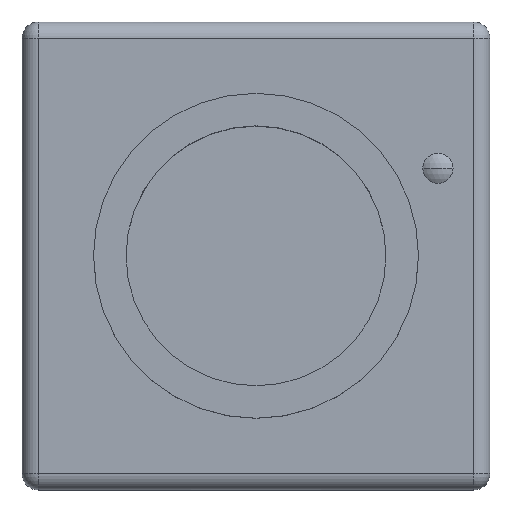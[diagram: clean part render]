
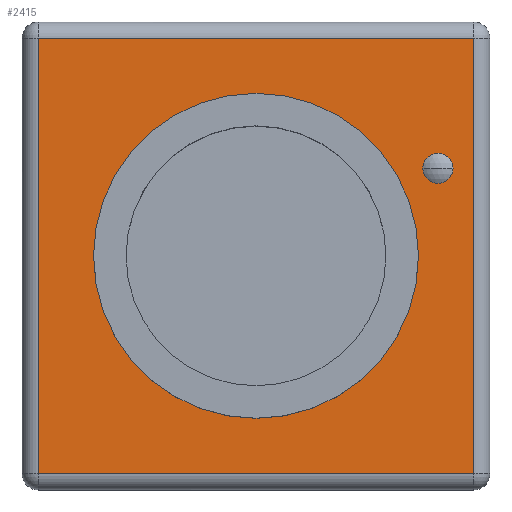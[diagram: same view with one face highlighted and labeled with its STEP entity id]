
A CAD part, top view. The second image highlights one B-rep face of the part: STEP entity #2415.
In plain terms, the highlighted planar face has unit normal (0, 0, 1).
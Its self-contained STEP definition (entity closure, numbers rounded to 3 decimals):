
#11 = VERTEX_POINT ( 'NONE', #910 ) ;
#74 = FACE_BOUND ( 'NONE', #2070, .T. ) ;
#88 = DIRECTION ( 'NONE',  ( -1., 0., 0. ) ) ;
#368 = CARTESIAN_POINT ( 'NONE',  ( -21.26, -21.26, 6.35 ) ) ;
#413 = PLANE ( 'NONE',  #2866 ) ;
#650 = ORIENTED_EDGE ( 'NONE', *, *, #1046, .T. ) ;
#749 = CARTESIAN_POINT ( 'NONE',  ( 21.26, -21.26, 6.35 ) ) ;
#892 = ORIENTED_EDGE ( 'NONE', *, *, #4355, .T. ) ;
#910 = CARTESIAN_POINT ( 'NONE',  ( 21.26, 21.26, 6.35 ) ) ;
#958 = CARTESIAN_POINT ( 'NONE',  ( 0., 0., 6.35 ) ) ;
#1001 = DIRECTION ( 'NONE',  ( -1., 0., 0. ) ) ;
#1046 = EDGE_CURVE ( 'NONE', #1919, #4680, #5829, .T. ) ;
#1055 = DIRECTION ( 'NONE',  ( 0., 0., -1. ) ) ;
#1215 = EDGE_LOOP ( 'NONE', ( #4210, #6834, #650, #3998 ) ) ;
#1242 = CIRCLE ( 'NONE', #4425, 12.7 ) ;
#1473 = CARTESIAN_POINT ( 'NONE',  ( -21.26, -21.26, 6.35 ) ) ;
#1526 = AXIS2_PLACEMENT_3D ( 'NONE', #6135, #2623, #3786 ) ;
#1527 = EDGE_CURVE ( 'NONE', #3422, #1599, #2483, .T. ) ;
#1551 = LINE ( 'NONE', #5807, #3216 ) ;
#1599 = VERTEX_POINT ( 'NONE', #4215 ) ;
#1610 = DIRECTION ( 'NONE',  ( 0., 0., -1. ) ) ;
#1919 = VERTEX_POINT ( 'NONE', #368 ) ;
#2070 = EDGE_LOOP ( 'NONE', ( #892, #6035 ) ) ;
#2121 = AXIS2_PLACEMENT_3D ( 'NONE', #5273, #4669, #4720 ) ;
#2219 = DIRECTION ( 'NONE',  ( 0., 1., 0. ) ) ;
#2257 = CARTESIAN_POINT ( 'NONE',  ( -21.26, -21.26, 6.35 ) ) ;
#2333 = CARTESIAN_POINT ( 'NONE',  ( -21.26, 21.26, 6.35 ) ) ;
#2395 = EDGE_CURVE ( 'NONE', #5104, #3032, #4615, .T. ) ;
#2415 = ADVANCED_FACE ( 'NONE', ( #74, #3501, #3494 ), #413, .F. ) ;
#2483 = CIRCLE ( 'NONE', #2121, 1.473 ) ;
#2623 = DIRECTION ( 'NONE',  ( 0., 0., -1. ) ) ;
#2866 = AXIS2_PLACEMENT_3D ( 'NONE', #2257, #1055, #1001 ) ;
#3032 = VERTEX_POINT ( 'NONE', #4133 ) ;
#3216 = VECTOR ( 'NONE', #2219, 1000. ) ;
#3235 = VERTEX_POINT ( 'NONE', #2333 ) ;
#3359 = CARTESIAN_POINT ( 'NONE',  ( 0., 0., 6.35 ) ) ;
#3422 = VERTEX_POINT ( 'NONE', #5361 ) ;
#3494 = FACE_OUTER_BOUND ( 'NONE', #1215, .T. ) ;
#3501 = FACE_BOUND ( 'NONE', #6374, .T. ) ;
#3517 = EDGE_CURVE ( 'NONE', #11, #3235, #5684, .T. ) ;
#3786 = DIRECTION ( 'NONE',  ( -1., 0., 0. ) ) ;
#3895 = VECTOR ( 'NONE', #5607, 1000. ) ;
#3998 = ORIENTED_EDGE ( 'NONE', *, *, #4929, .T. ) ;
#4133 = CARTESIAN_POINT ( 'NONE',  ( -12.7, 0., 6.35 ) ) ;
#4188 = LINE ( 'NONE', #1473, #3895 ) ;
#4210 = ORIENTED_EDGE ( 'NONE', *, *, #3517, .T. ) ;
#4215 = CARTESIAN_POINT ( 'NONE',  ( 16.307, 8.56, 6.35 ) ) ;
#4355 = EDGE_CURVE ( 'NONE', #1599, #3422, #5279, .T. ) ;
#4425 = AXIS2_PLACEMENT_3D ( 'NONE', #3359, #1610, #5759 ) ;
#4444 = DIRECTION ( 'NONE',  ( 1., 0., 0. ) ) ;
#4615 = CIRCLE ( 'NONE', #6556, 12.7 ) ;
#4669 = DIRECTION ( 'NONE',  ( 0., 0., -1. ) ) ;
#4680 = VERTEX_POINT ( 'NONE', #749 ) ;
#4705 = ORIENTED_EDGE ( 'NONE', *, *, #2395, .T. ) ;
#4720 = DIRECTION ( 'NONE',  ( -1., 0., 0. ) ) ;
#4888 = CARTESIAN_POINT ( 'NONE',  ( -21.26, 21.26, 6.35 ) ) ;
#4929 = EDGE_CURVE ( 'NONE', #4680, #11, #1551, .T. ) ;
#5104 = VERTEX_POINT ( 'NONE', #5831 ) ;
#5189 = DIRECTION ( 'NONE',  ( -1., 0., 0. ) ) ;
#5273 = CARTESIAN_POINT ( 'NONE',  ( 17.78, 8.56, 6.35 ) ) ;
#5279 = CIRCLE ( 'NONE', #1526, 1.473 ) ;
#5361 = CARTESIAN_POINT ( 'NONE',  ( 19.253, 8.56, 6.35 ) ) ;
#5607 = DIRECTION ( 'NONE',  ( 0., -1., 0. ) ) ;
#5684 = LINE ( 'NONE', #4888, #6848 ) ;
#5759 = DIRECTION ( 'NONE',  ( -1., 0., 0. ) ) ;
#5807 = CARTESIAN_POINT ( 'NONE',  ( 21.26, -21.26, 6.35 ) ) ;
#5829 = LINE ( 'NONE', #6158, #7001 ) ;
#5831 = CARTESIAN_POINT ( 'NONE',  ( 12.7, 0., 6.35 ) ) ;
#5966 = ORIENTED_EDGE ( 'NONE', *, *, #6622, .T. ) ;
#6035 = ORIENTED_EDGE ( 'NONE', *, *, #1527, .T. ) ;
#6135 = CARTESIAN_POINT ( 'NONE',  ( 17.78, 8.56, 6.35 ) ) ;
#6158 = CARTESIAN_POINT ( 'NONE',  ( -21.26, -21.26, 6.35 ) ) ;
#6289 = DIRECTION ( 'NONE',  ( 0., 0., -1. ) ) ;
#6374 = EDGE_LOOP ( 'NONE', ( #5966, #4705 ) ) ;
#6556 = AXIS2_PLACEMENT_3D ( 'NONE', #958, #6289, #5189 ) ;
#6622 = EDGE_CURVE ( 'NONE', #3032, #5104, #1242, .T. ) ;
#6834 = ORIENTED_EDGE ( 'NONE', *, *, #6951, .T. ) ;
#6848 = VECTOR ( 'NONE', #88, 1000. ) ;
#6951 = EDGE_CURVE ( 'NONE', #3235, #1919, #4188, .T. ) ;
#7001 = VECTOR ( 'NONE', #4444, 1000. ) ;
